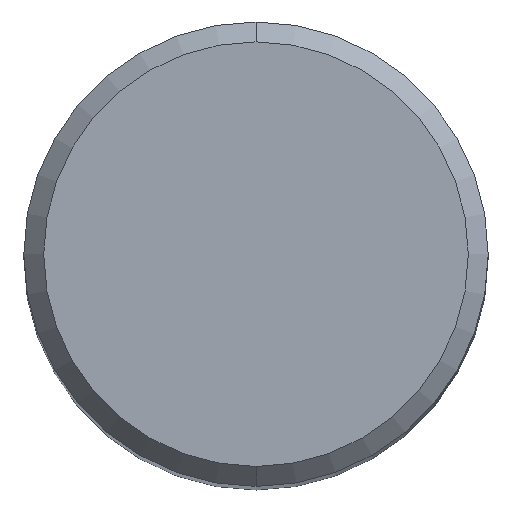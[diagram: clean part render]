
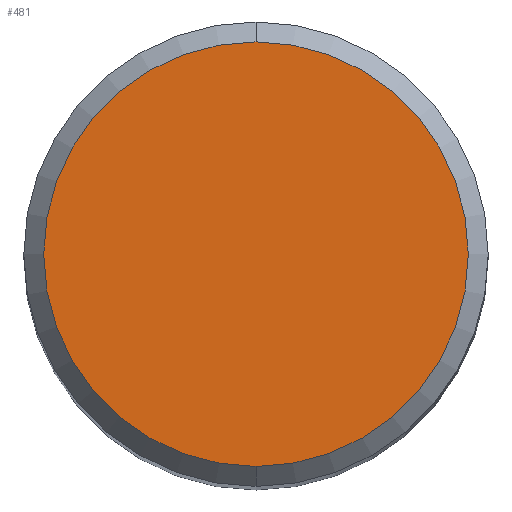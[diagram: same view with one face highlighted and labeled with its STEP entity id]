
A CAD part, top view. The second image highlights one B-rep face of the part: STEP entity #481.
In plain terms, the highlighted planar face has unit normal (0, 0, 1).
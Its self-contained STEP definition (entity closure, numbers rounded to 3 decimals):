
#317=EDGE_CURVE('',#541,#775,#888,.T.);
#449=EDGE_CURVE('',#775,#541,#1031,.T.);
#481=ADVANCED_FACE('',(#1066),#1067,.T.);
#541=VERTEX_POINT('',#1135);
#775=VERTEX_POINT('',#1389);
#888=CIRCLE('',#1533,6.4);
#1031=CIRCLE('',#2668,6.4);
#1066=FACE_OUTER_BOUND('',#2764,.T.);
#1067=PLANE('',#2765);
#1135=CARTESIAN_POINT('',(0.,-6.4,0.0));
#1389=CARTESIAN_POINT('',(0.0,6.4,0.0));
#1533=AXIS2_PLACEMENT_3D('',#6088,#6089,#6090);
#2668=AXIS2_PLACEMENT_3D('',#6244,#6245,#6246);
#2764=EDGE_LOOP('',(#6293,#6294));
#2765=AXIS2_PLACEMENT_3D('',#6295,#6296,#6297);
#6088=CARTESIAN_POINT('',(0.0,0.0,0.0));
#6089=DIRECTION('',(0.0,0.0,-1.0));
#6090=DIRECTION('',(0.0,1.0,0.0));
#6244=CARTESIAN_POINT('',(0.0,0.0,0.0));
#6245=DIRECTION('',(0.0,0.0,-1.0));
#6246=DIRECTION('',(0.0,1.0,0.0));
#6293=ORIENTED_EDGE('',*,*,#449,.F.);
#6294=ORIENTED_EDGE('',*,*,#317,.F.);
#6295=CARTESIAN_POINT('',(0.0,3.2,0.0));
#6296=DIRECTION('',(-0.0,0.0,1.0));
#6297=DIRECTION('',(0.0,-1.0,0.0));
